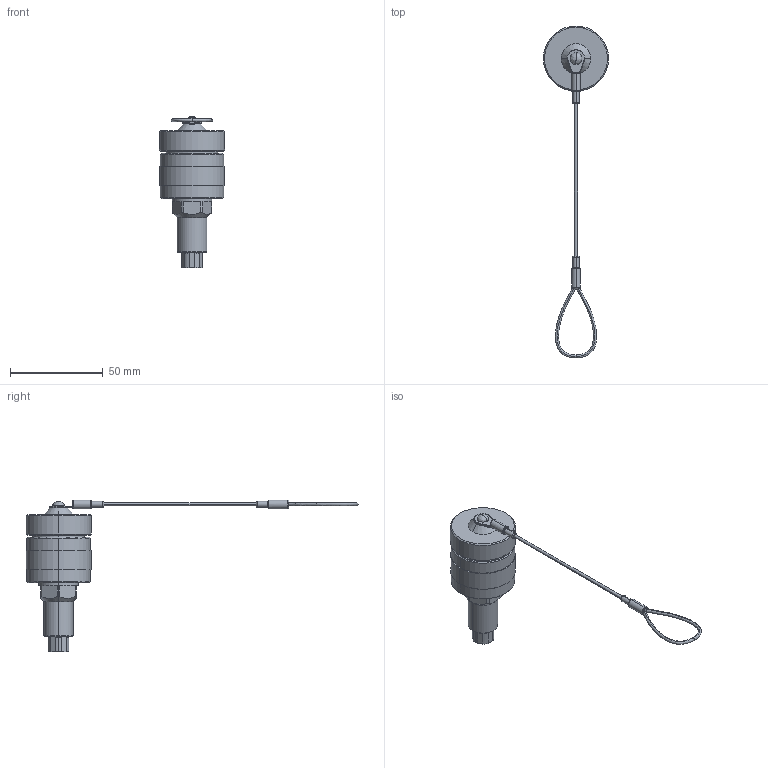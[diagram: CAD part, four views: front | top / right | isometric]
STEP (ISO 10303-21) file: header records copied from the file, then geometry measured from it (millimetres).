
FILE_DESCRIPTION (( 'STEP AP214' ), '1' );
FILE_NAME ('ECRA4211UB0.STEP', '2012-11-05T20:51:06', ( 'x' ), ( '' ), 'SwSTEP 2.0', 'SolidWorks 2012', '' );
FILE_SCHEMA (( 'AUTOMOTIVE_DESIGN' ));
Length unit declared in the file: inch
Products named in the file (11): ECRU4201U00; 3AB10-036-MA1; 3AB10-036; ECRA0211UB0; 3AB10-035-MA5; 3AB10-035-MA4; 3AB10-035-MA3; 3AB10-035-MA2; 3AB10-035-MA1; 3AB10-035; ECRA4211UB0
Assembly tree (10 placements, depth 3):
  ECRA4211UB0
    ECRA0211UB0
      3AB10-035
      3AB10-035-MA1
      3AB10-035-MA2
      3AB10-035-MA3
      3AB10-035-MA4
      3AB10-035-MA5
    ECRU4201U00
      3AB10-036
      3AB10-036-MA1
Bounding box: 35.05 x 178.5 x 81.69 mm (x, y, z)
Volume: 30771.1 mm3; surface area: 24438.8 mm2
Topology: 9 solids, 9 shells, 338 faces, 746 edges, 448 vertices
Faces by surface type: cone 114, cylinder 114, plane 82, torus 20, bspline 8
Entity records: 11283 total; most frequent: CARTESIAN_POINT 2591, DIRECTION 1747, ORIENTED_EDGE 1488, EDGE_CURVE 744, AXIS2_PLACEMENT_3D 730, VERTEX_POINT 448, CIRCLE 385, EDGE_LOOP 380
